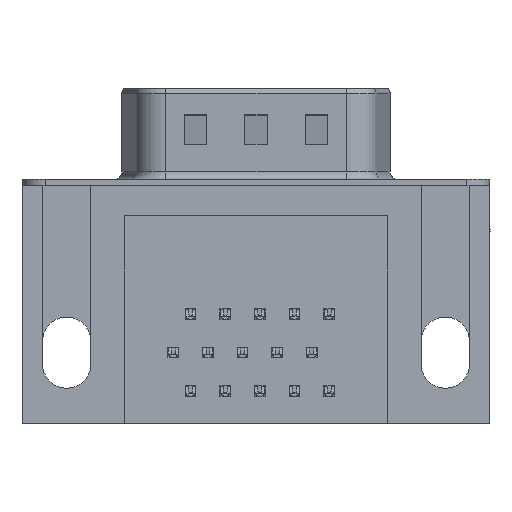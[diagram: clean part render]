
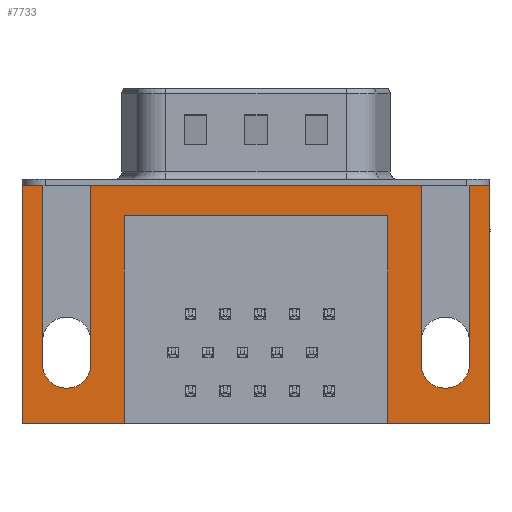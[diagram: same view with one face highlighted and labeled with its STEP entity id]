
A CAD part, front view. The second image highlights one B-rep face of the part: STEP entity #7733.
In plain terms, the highlighted planar face has unit normal (0, -1, 0).
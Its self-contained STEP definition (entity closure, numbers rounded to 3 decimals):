
#76 = DIRECTION ( 'NONE',  ( 0., 0., 1. ) ) ;
#218 = VECTOR ( 'NONE', #5890, 1000. ) ;
#525 = VERTEX_POINT ( 'NONE', #11824 ) ;
#835 = LINE ( 'NONE', #10408, #4433 ) ;
#875 = EDGE_CURVE ( 'NONE', #17403, #5199, #8336, .T. ) ;
#904 = CARTESIAN_POINT ( 'NONE',  ( 26.59, -6.275, -11.78 ) ) ;
#1028 = DIRECTION ( 'NONE',  ( 0., 0., -1. ) ) ;
#1037 = CARTESIAN_POINT ( 'NONE',  ( -1.6, -6.275, -11.78 ) ) ;
#1199 = EDGE_CURVE ( 'NONE', #13164, #17283, #11211, .T. ) ;
#1242 = VERTEX_POINT ( 'NONE', #12454 ) ;
#1243 = VECTOR ( 'NONE', #5046, 1000. ) ;
#1321 = CIRCLE ( 'NONE', #11991, 1.6 ) ;
#1387 = ORIENTED_EDGE ( 'NONE', *, *, #15148, .F. ) ;
#1691 = DIRECTION ( 'NONE',  ( 0., 0., 1. ) ) ;
#1877 = CARTESIAN_POINT ( 'NONE',  ( 3.79, -6.275, -2. ) ) ;
#2009 = DIRECTION ( 'NONE',  ( 0., -1., 0. ) ) ;
#2579 = CARTESIAN_POINT ( 'NONE',  ( -2.91, -6.275, 0. ) ) ;
#2584 = VERTEX_POINT ( 'NONE', #10324 ) ;
#2670 = DIRECTION ( 'NONE',  ( 0., -1., 0. ) ) ;
#2931 = VERTEX_POINT ( 'NONE', #904 ) ;
#3013 = EDGE_CURVE ( 'NONE', #6682, #10037, #4190, .T. ) ;
#3331 = CARTESIAN_POINT ( 'NONE',  ( 3.79, -6.275, -15.7 ) ) ;
#3424 = LINE ( 'NONE', #14666, #19240 ) ;
#3444 = CIRCLE ( 'NONE', #13728, 1.6 ) ;
#3454 = EDGE_CURVE ( 'NONE', #11474, #6682, #1321, .T. ) ;
#3565 = EDGE_CURVE ( 'NONE', #19691, #18594, #19781, .T. ) ;
#3601 = VECTOR ( 'NONE', #19162, 1000. ) ;
#3736 = EDGE_CURVE ( 'NONE', #10591, #18594, #9232, .T. ) ;
#4190 = CIRCLE ( 'NONE', #18866, 1.6 ) ;
#4194 = ORIENTED_EDGE ( 'NONE', *, *, #9513, .F. ) ;
#4433 = VECTOR ( 'NONE', #8864, 1000. ) ;
#4663 = VECTOR ( 'NONE', #7995, 1000. ) ;
#4910 = VECTOR ( 'NONE', #13326, 1000. ) ;
#5046 = DIRECTION ( 'NONE',  ( 1., 0., 0. ) ) ;
#5110 = AXIS2_PLACEMENT_3D ( 'NONE', #11201, #2009, #12762 ) ;
#5199 = VERTEX_POINT ( 'NONE', #6363 ) ;
#5472 = DIRECTION ( 'NONE',  ( -1., 0., 0. ) ) ;
#5546 = CARTESIAN_POINT ( 'NONE',  ( 27.9, -6.275, -15.7 ) ) ;
#5563 = EDGE_CURVE ( 'NONE', #17283, #2931, #3444, .T. ) ;
#5625 = VECTOR ( 'NONE', #1691, 1000. ) ;
#5772 = CARTESIAN_POINT ( 'NONE',  ( 26.59, -6.275, 0. ) ) ;
#5890 = DIRECTION ( 'NONE',  ( 0., 0., -1. ) ) ;
#6093 = EDGE_CURVE ( 'NONE', #10591, #12195, #3424, .T. ) ;
#6295 = CARTESIAN_POINT ( 'NONE',  ( 3.79, -6.275, -2. ) ) ;
#6340 = ORIENTED_EDGE ( 'NONE', *, *, #875, .F. ) ;
#6363 = CARTESIAN_POINT ( 'NONE',  ( -2.91, -6.275, -15.7 ) ) ;
#6502 = EDGE_CURVE ( 'NONE', #9497, #2584, #13507, .T. ) ;
#6682 = VERTEX_POINT ( 'NONE', #11714 ) ;
#6942 = CARTESIAN_POINT ( 'NONE',  ( 0., -6.275, -11.78 ) ) ;
#6983 = ORIENTED_EDGE ( 'NONE', *, *, #11771, .F. ) ;
#7214 = LINE ( 'NONE', #10005, #3601 ) ;
#7258 = CARTESIAN_POINT ( 'NONE',  ( 1.6, -6.275, -11.78 ) ) ;
#7504 = CARTESIAN_POINT ( 'NONE',  ( 27.9, -6.275, 0. ) ) ;
#7656 = ORIENTED_EDGE ( 'NONE', *, *, #7677, .F. ) ;
#7677 = EDGE_CURVE ( 'NONE', #5199, #9497, #17719, .T. ) ;
#7733 = ADVANCED_FACE ( 'NONE', ( #12742 ), #15677, .T. ) ;
#7871 = EDGE_CURVE ( 'NONE', #2931, #19691, #7214, .T. ) ;
#7995 = DIRECTION ( 'NONE',  ( 0., 0., 1. ) ) ;
#8336 = LINE ( 'NONE', #16191, #16936 ) ;
#8462 = DIRECTION ( 'NONE',  ( 0., 0., -1. ) ) ;
#8557 = DIRECTION ( 'NONE',  ( -1., 0., 0. ) ) ;
#8676 = CARTESIAN_POINT ( 'NONE',  ( 23.39, -6.275, 0. ) ) ;
#8757 = LINE ( 'NONE', #15558, #4663 ) ;
#8864 = DIRECTION ( 'NONE',  ( 0., 0., -1. ) ) ;
#8986 = CARTESIAN_POINT ( 'NONE',  ( 23.39, -6.275, 0. ) ) ;
#9227 = CARTESIAN_POINT ( 'NONE',  ( 24.99, -6.275, -13.38 ) ) ;
#9232 = LINE ( 'NONE', #10887, #5625 ) ;
#9234 = ORIENTED_EDGE ( 'NONE', *, *, #3013, .F. ) ;
#9292 = DIRECTION ( 'NONE',  ( 0., -1., 0. ) ) ;
#9447 = ORIENTED_EDGE ( 'NONE', *, *, #3736, .T. ) ;
#9497 = VERTEX_POINT ( 'NONE', #18739 ) ;
#9503 = CARTESIAN_POINT ( 'NONE',  ( 23.39, -6.275, -11.78 ) ) ;
#9513 = EDGE_CURVE ( 'NONE', #11445, #525, #10278, .T. ) ;
#9787 = VECTOR ( 'NONE', #14211, 1000. ) ;
#9830 = ORIENTED_EDGE ( 'NONE', *, *, #7871, .F. ) ;
#10005 = CARTESIAN_POINT ( 'NONE',  ( 26.59, -6.275, 0. ) ) ;
#10037 = VERTEX_POINT ( 'NONE', #7258 ) ;
#10150 = LINE ( 'NONE', #6295, #13742 ) ;
#10243 = DIRECTION ( 'NONE',  ( 0., -1., 0. ) ) ;
#10278 = LINE ( 'NONE', #1877, #9787 ) ;
#10324 = CARTESIAN_POINT ( 'NONE',  ( -1.6, -6.275, 0. ) ) ;
#10408 = CARTESIAN_POINT ( 'NONE',  ( -1.6, -6.275, 0. ) ) ;
#10591 = VERTEX_POINT ( 'NONE', #5546 ) ;
#10688 = LINE ( 'NONE', #15563, #18320 ) ;
#10887 = CARTESIAN_POINT ( 'NONE',  ( 27.9, -6.275, -2.5 ) ) ;
#10946 = DIRECTION ( 'NONE',  ( 0., 0., -1. ) ) ;
#11133 = CARTESIAN_POINT ( 'NONE',  ( -2.91, -6.275, -2.5 ) ) ;
#11163 = CARTESIAN_POINT ( 'NONE',  ( -2.91, -6.275, 0. ) ) ;
#11201 = CARTESIAN_POINT ( 'NONE',  ( -2.91, -6.275, -2.5 ) ) ;
#11211 = CIRCLE ( 'NONE', #13993, 1.6 ) ;
#11445 = VERTEX_POINT ( 'NONE', #17829 ) ;
#11474 = VERTEX_POINT ( 'NONE', #1037 ) ;
#11616 = ORIENTED_EDGE ( 'NONE', *, *, #5563, .F. ) ;
#11714 = CARTESIAN_POINT ( 'NONE',  ( 0., -6.275, -13.38 ) ) ;
#11771 = EDGE_CURVE ( 'NONE', #12195, #11445, #10688, .T. ) ;
#11824 = CARTESIAN_POINT ( 'NONE',  ( 3.79, -6.275, -2. ) ) ;
#11871 = CARTESIAN_POINT ( 'NONE',  ( 24.99, -6.275, -11.78 ) ) ;
#11991 = AXIS2_PLACEMENT_3D ( 'NONE', #6942, #17620, #8462 ) ;
#12025 = LINE ( 'NONE', #8986, #218 ) ;
#12172 = EDGE_CURVE ( 'NONE', #2584, #11474, #835, .T. ) ;
#12195 = VERTEX_POINT ( 'NONE', #18071 ) ;
#12454 = CARTESIAN_POINT ( 'NONE',  ( 1.6, -6.275, 0. ) ) ;
#12577 = ORIENTED_EDGE ( 'NONE', *, *, #17218, .F. ) ;
#12584 = ORIENTED_EDGE ( 'NONE', *, *, #3454, .F. ) ;
#12700 = DIRECTION ( 'NONE',  ( 0., 0., 1. ) ) ;
#12742 = FACE_OUTER_BOUND ( 'NONE', #15516, .T. ) ;
#12762 = DIRECTION ( 'NONE',  ( 0., 0., -1. ) ) ;
#13164 = VERTEX_POINT ( 'NONE', #9503 ) ;
#13281 = ORIENTED_EDGE ( 'NONE', *, *, #16473, .F. ) ;
#13326 = DIRECTION ( 'NONE',  ( 1., 0., 0. ) ) ;
#13429 = DIRECTION ( 'NONE',  ( 0., 0., 1. ) ) ;
#13507 = LINE ( 'NONE', #11163, #1243 ) ;
#13619 = DIRECTION ( 'NONE',  ( 1., 0., 0. ) ) ;
#13696 = EDGE_CURVE ( 'NONE', #10037, #1242, #8757, .T. ) ;
#13728 = AXIS2_PLACEMENT_3D ( 'NONE', #11871, #2670, #13429 ) ;
#13742 = VECTOR ( 'NONE', #10946, 1000. ) ;
#13993 = AXIS2_PLACEMENT_3D ( 'NONE', #18433, #9292, #76 ) ;
#14211 = DIRECTION ( 'NONE',  ( -1., 0., 0. ) ) ;
#14666 = CARTESIAN_POINT ( 'NONE',  ( 27.9, -6.275, -15.7 ) ) ;
#15148 = EDGE_CURVE ( 'NONE', #525, #17403, #10150, .T. ) ;
#15516 = EDGE_LOOP ( 'NONE', ( #9830, #11616, #16828, #13281, #12577, #16448, #9234, #12584, #16423, #19764, #7656, #6340, #1387, #4194, #6983, #16717, #9447, #17558 ) ) ;
#15558 = CARTESIAN_POINT ( 'NONE',  ( 1.6, -6.275, 0. ) ) ;
#15563 = CARTESIAN_POINT ( 'NONE',  ( 21.2, -6.275, -2. ) ) ;
#15677 = PLANE ( 'NONE',  #5110 ) ;
#16191 = CARTESIAN_POINT ( 'NONE',  ( 27.9, -6.275, -15.7 ) ) ;
#16423 = ORIENTED_EDGE ( 'NONE', *, *, #12172, .F. ) ;
#16448 = ORIENTED_EDGE ( 'NONE', *, *, #13696, .F. ) ;
#16473 = EDGE_CURVE ( 'NONE', #19620, #13164, #12025, .T. ) ;
#16565 = CARTESIAN_POINT ( 'NONE',  ( -2.91, -6.275, 0. ) ) ;
#16717 = ORIENTED_EDGE ( 'NONE', *, *, #6093, .F. ) ;
#16731 = VECTOR ( 'NONE', #13619, 1000. ) ;
#16828 = ORIENTED_EDGE ( 'NONE', *, *, #1199, .F. ) ;
#16936 = VECTOR ( 'NONE', #5472, 1000. ) ;
#17070 = DIRECTION ( 'NONE',  ( 0., 0., 1. ) ) ;
#17214 = LINE ( 'NONE', #16565, #16731 ) ;
#17218 = EDGE_CURVE ( 'NONE', #1242, #19620, #17214, .T. ) ;
#17236 = VECTOR ( 'NONE', #12700, 1000. ) ;
#17283 = VERTEX_POINT ( 'NONE', #9227 ) ;
#17403 = VERTEX_POINT ( 'NONE', #3331 ) ;
#17558 = ORIENTED_EDGE ( 'NONE', *, *, #3565, .F. ) ;
#17620 = DIRECTION ( 'NONE',  ( 0., -1., 0. ) ) ;
#17719 = LINE ( 'NONE', #11133, #17236 ) ;
#17829 = CARTESIAN_POINT ( 'NONE',  ( 21.2, -6.275, -2. ) ) ;
#18071 = CARTESIAN_POINT ( 'NONE',  ( 21.2, -6.275, -15.7 ) ) ;
#18320 = VECTOR ( 'NONE', #17070, 1000. ) ;
#18433 = CARTESIAN_POINT ( 'NONE',  ( 24.99, -6.275, -11.78 ) ) ;
#18594 = VERTEX_POINT ( 'NONE', #7504 ) ;
#18739 = CARTESIAN_POINT ( 'NONE',  ( -2.91, -6.275, 0. ) ) ;
#18866 = AXIS2_PLACEMENT_3D ( 'NONE', #19392, #10243, #1028 ) ;
#19162 = DIRECTION ( 'NONE',  ( 0., 0., 1. ) ) ;
#19240 = VECTOR ( 'NONE', #8557, 1000. ) ;
#19392 = CARTESIAN_POINT ( 'NONE',  ( 0., -6.275, -11.78 ) ) ;
#19620 = VERTEX_POINT ( 'NONE', #8676 ) ;
#19691 = VERTEX_POINT ( 'NONE', #5772 ) ;
#19764 = ORIENTED_EDGE ( 'NONE', *, *, #6502, .F. ) ;
#19781 = LINE ( 'NONE', #2579, #4910 ) ;
